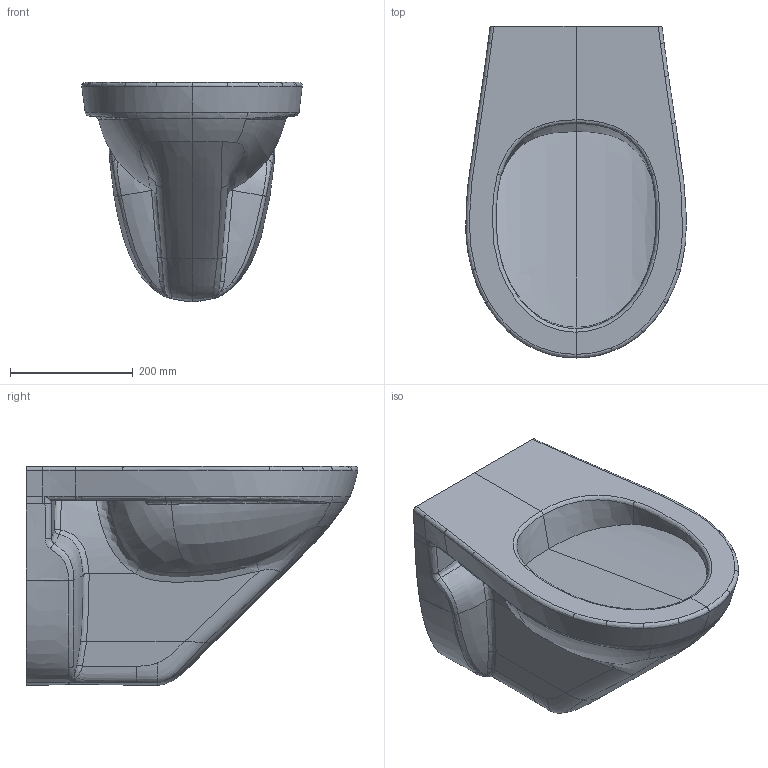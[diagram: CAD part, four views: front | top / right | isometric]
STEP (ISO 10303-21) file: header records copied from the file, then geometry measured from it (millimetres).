
FILE_DESCRIPTION(/* description */ (''),/* implementation_level */ '2;1');
FILE_NAME(/* name */ '7682R0.stp',/* time_stamp */ '2020-02-14T06:22:48+01:00',/* author */ (''),/* organization */ (''),/* preprocessor_version */ 'ST-DEVELOPER v16.7',/* originating_system */ 'SIEMENS PLM Software NX 1863',/* authorisation */ '');
FILE_SCHEMA (('AUTOMOTIVE_DESIGN { 1 0 10303 214 3 1 1 1 }'));
Products named in the file (1): Conz0ABC0DCAoett
Bounding box: 358.59 x 540.04 x 356.5 mm (x, y, z)
Volume: 24975717.2 mm3; surface area: 722256.4 mm2
Topology: 1 solids, 1 shells, 143 faces, 412 edges, 269 vertices
Faces by surface type: bspline 138, plane 3, extrusion 2
Entity records: 41633 total; most frequent: CARTESIAN_POINT 39196, ORIENTED_EDGE 820, EDGE_CURVE 410, B_SPLINE_CURVE_WITH_KNOTS 346, VERTEX_POINT 269, ADVANCED_FACE 143, FACE_OUTER_BOUND 143, EDGE_LOOP 143
